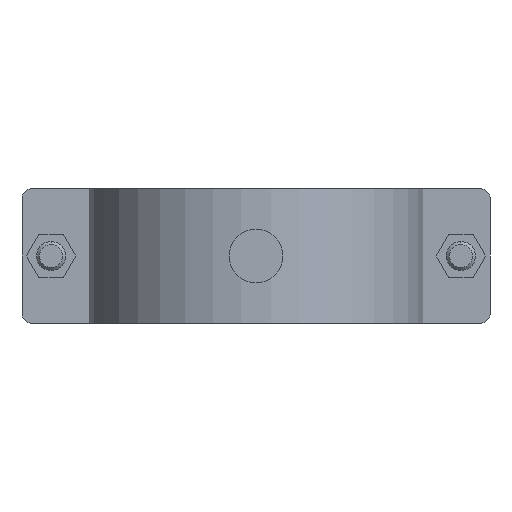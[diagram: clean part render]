
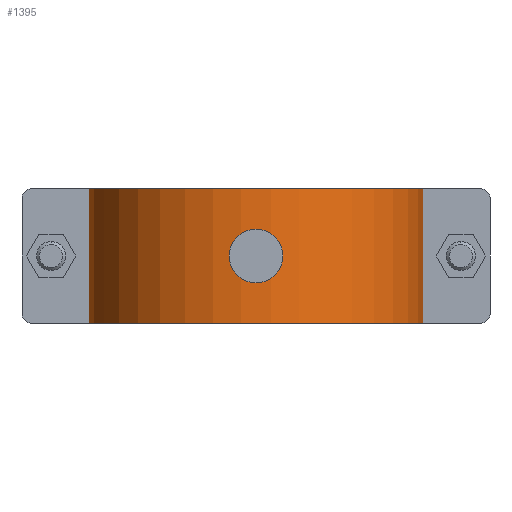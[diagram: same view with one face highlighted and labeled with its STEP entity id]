
A CAD part, front view. The second image highlights one B-rep face of the part: STEP entity #1395.
In plain terms, the highlighted cylindrical face has radius 37.5 mm (diameter 75 mm), a partial arc.
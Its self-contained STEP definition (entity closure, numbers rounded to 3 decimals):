
#1 = LINE ( 'NONE', #791, #1607 ) ;
#154 = AXIS2_PLACEMENT_3D ( 'NONE', #2269, #1040, #1218 ) ;
#236 = ORIENTED_EDGE ( 'NONE', *, *, #1326, .F. ) ;
#286 = CIRCLE ( 'NONE', #2540, 37.5 ) ;
#348 = DIRECTION ( 'NONE',  ( 0., 0., 1. ) ) ;
#380 = CARTESIAN_POINT ( 'NONE',  ( -37.336, -3.5, 15. ) ) ;
#691 = CIRCLE ( 'NONE', #2228, 37.5 ) ;
#695 = ORIENTED_EDGE ( 'NONE', *, *, #2617, .T. ) ;
#791 = CARTESIAN_POINT ( 'NONE',  ( -37.336, -3.5, 15. ) ) ;
#832 = CARTESIAN_POINT ( 'NONE',  ( 37.336, -3.5, 15. ) ) ;
#834 = EDGE_CURVE ( 'NONE', #2607, #1257, #2680, .T. ) ;
#928 = EDGE_LOOP ( 'NONE', ( #1214, #2635, #236, #695 ) ) ;
#977 = CARTESIAN_POINT ( 'NONE',  ( -37.336, -3.5, -15. ) ) ;
#1040 = DIRECTION ( 'NONE',  ( 0., 0., -1. ) ) ;
#1095 = EDGE_CURVE ( 'NONE', #2179, #1257, #691, .T. ) ;
#1183 = DIRECTION ( 'NONE',  ( 1., 0., 0. ) ) ;
#1201 = DIRECTION ( 'NONE',  ( 0., 0., -1. ) ) ;
#1214 = ORIENTED_EDGE ( 'NONE', *, *, #1095, .T. ) ;
#1218 = DIRECTION ( 'NONE',  ( -1., 0., 0. ) ) ;
#1257 = VERTEX_POINT ( 'NONE', #1928 ) ;
#1326 = EDGE_CURVE ( 'NONE', #2133, #2607, #286, .T. ) ;
#1395 = ADVANCED_FACE ( 'NONE', ( #1675 ), #2695, .T. ) ;
#1607 = VECTOR ( 'NONE', #2310, 1000. ) ;
#1675 = FACE_OUTER_BOUND ( 'NONE', #928, .T. ) ;
#1928 = CARTESIAN_POINT ( 'NONE',  ( 37.336, -3.5, -15. ) ) ;
#2133 = VERTEX_POINT ( 'NONE', #380 ) ;
#2179 = VERTEX_POINT ( 'NONE', #977 ) ;
#2228 = AXIS2_PLACEMENT_3D ( 'NONE', #2407, #348, #1183 ) ;
#2269 = CARTESIAN_POINT ( 'NONE',  ( 0., 0., 15. ) ) ;
#2310 = DIRECTION ( 'NONE',  ( 0., 0., -1. ) ) ;
#2357 = VECTOR ( 'NONE', #1201, 1000. ) ;
#2407 = CARTESIAN_POINT ( 'NONE',  ( 0., 0., -15. ) ) ;
#2464 = CARTESIAN_POINT ( 'NONE',  ( 37.336, -3.5, 15. ) ) ;
#2480 = CARTESIAN_POINT ( 'NONE',  ( 0., 0., 15. ) ) ;
#2491 = DIRECTION ( 'NONE',  ( 1., 0., 0. ) ) ;
#2540 = AXIS2_PLACEMENT_3D ( 'NONE', #2480, #2706, #2491 ) ;
#2607 = VERTEX_POINT ( 'NONE', #832 ) ;
#2617 = EDGE_CURVE ( 'NONE', #2133, #2179, #1, .T. ) ;
#2635 = ORIENTED_EDGE ( 'NONE', *, *, #834, .F. ) ;
#2680 = LINE ( 'NONE', #2464, #2357 ) ;
#2695 = CYLINDRICAL_SURFACE ( 'NONE', #154, 37.5 ) ;
#2706 = DIRECTION ( 'NONE',  ( 0., 0., 1. ) ) ;
